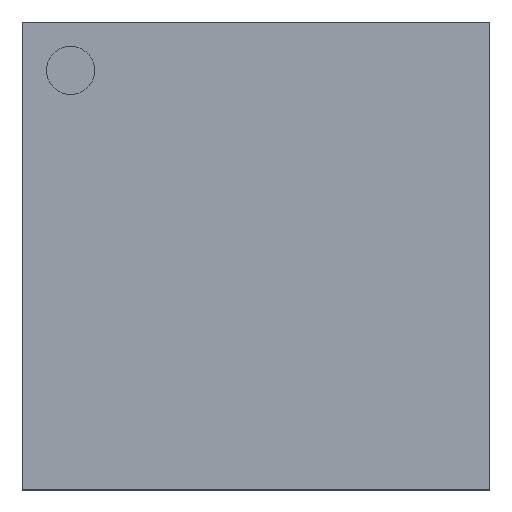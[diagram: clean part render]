
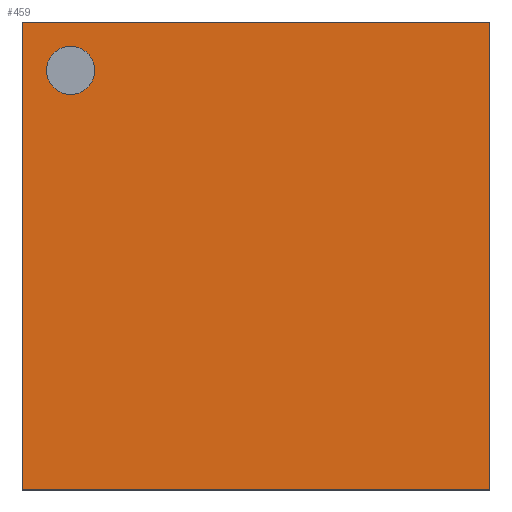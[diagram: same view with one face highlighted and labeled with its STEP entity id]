
A CAD part, top view. The second image highlights one B-rep face of the part: STEP entity #459.
In plain terms, the highlighted planar face has unit normal (0, 0, 1).
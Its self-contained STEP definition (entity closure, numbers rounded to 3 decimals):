
#18=FACE_BOUND('',#115,.T.);
#40=LINE('',#830,#53);
#43=LINE('',#836,#56);
#46=LINE('',#842,#59);
#49=LINE('',#846,#62);
#53=VECTOR('',#693,10.);
#56=VECTOR('',#698,10.);
#59=VECTOR('',#703,10.);
#62=VECTOR('',#708,10.);
#88=FACE_OUTER_BOUND('',#114,.T.);
#114=EDGE_LOOP('',(#372,#373,#374,#375));
#115=EDGE_LOOP('',(#376));
#144=CIRCLE('',#504,0.075);
#191=VERTEX_POINT('',#763);
#213=VERTEX_POINT('',#827);
#214=VERTEX_POINT('',#829);
#216=VERTEX_POINT('',#835);
#218=VERTEX_POINT('',#841);
#237=EDGE_CURVE('',#191,#191,#144,.T.);
#269=EDGE_CURVE('',#214,#213,#40,.T.);
#272=EDGE_CURVE('',#216,#214,#43,.T.);
#275=EDGE_CURVE('',#218,#216,#46,.T.);
#278=EDGE_CURVE('',#213,#218,#49,.T.);
#372=ORIENTED_EDGE('',*,*,#278,.T.);
#373=ORIENTED_EDGE('',*,*,#275,.T.);
#374=ORIENTED_EDGE('',*,*,#272,.T.);
#375=ORIENTED_EDGE('',*,*,#269,.T.);
#376=ORIENTED_EDGE('',*,*,#237,.T.);
#413=PLANE('',#547);
#459=ADVANCED_FACE('',(#88,#18),#413,.T.);
#504=AXIS2_PLACEMENT_3D('',#764,#610,#611);
#547=AXIS2_PLACEMENT_3D('',#847,#709,#710);
#610=DIRECTION('center_axis',(0.,0.,-1.));
#611=DIRECTION('ref_axis',(-1.,0.,0.));
#693=DIRECTION('',(1.,0.,0.));
#698=DIRECTION('',(0.,-1.,0.));
#703=DIRECTION('',(-1.,0.,0.));
#708=DIRECTION('',(0.,1.,0.));
#709=DIRECTION('center_axis',(0.,0.,1.));
#710=DIRECTION('ref_axis',(1.,0.,0.));
#763=CARTESIAN_POINT('',(-0.5,0.575,0.625));
#764=CARTESIAN_POINT('Origin',(-0.575,0.575,0.625));
#827=CARTESIAN_POINT('',(0.725,-0.725,0.625));
#829=CARTESIAN_POINT('',(-0.725,-0.725,0.625));
#830=CARTESIAN_POINT('',(-0.725,-0.725,0.625));
#835=CARTESIAN_POINT('',(-0.725,0.725,0.625));
#836=CARTESIAN_POINT('',(-0.725,0.725,0.625));
#841=CARTESIAN_POINT('',(0.725,0.725,0.625));
#842=CARTESIAN_POINT('',(0.725,0.725,0.625));
#846=CARTESIAN_POINT('',(0.725,-0.725,0.625));
#847=CARTESIAN_POINT('Origin',(0.,0.,
0.625));
